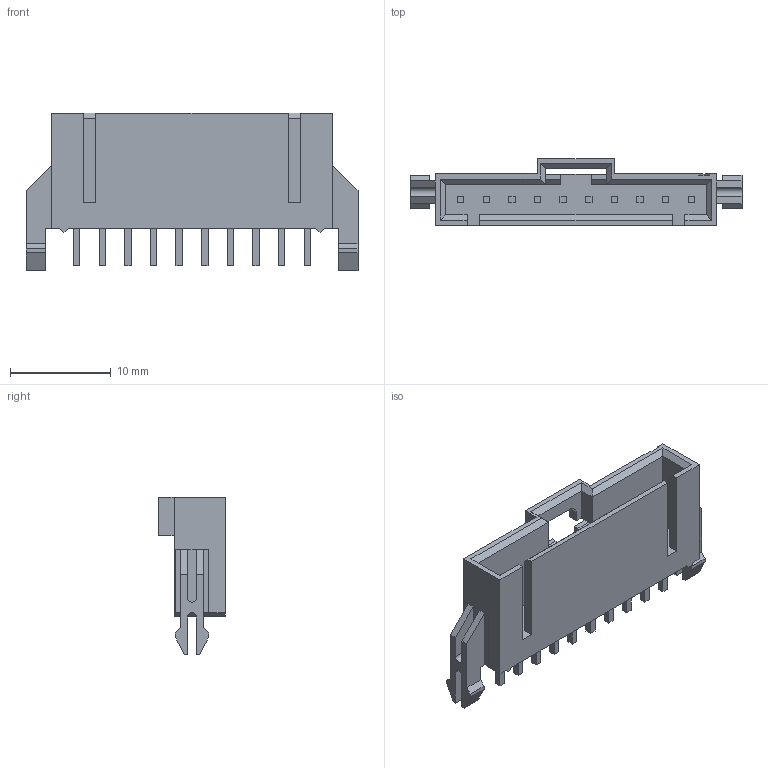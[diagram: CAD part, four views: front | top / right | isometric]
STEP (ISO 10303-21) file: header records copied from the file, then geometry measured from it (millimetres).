
FILE_DESCRIPTION((''),'2;1');
FILE_NAME('705410009','2014-04-18T',('me'),(''),'PRO/ENGINEER BY PARAMETRIC TECHNOLOGY CORPORATION, 2011490','PRO/ENGINEER BY PARAMETRIC TECHNOLOGY CORPORATION, 2011490','');
FILE_SCHEMA(('CONFIG_CONTROL_DESIGN'));
Length unit declared in the file: inch
Products named in the file (1): 705410009
Bounding box: 32.92 x 6.6 x 15.62 mm (x, y, z)
Volume: 979.9 mm3; surface area: 1985.8 mm2
Topology: 1 solids, 1 shells, 215 faces, 589 edges, 394 vertices
Faces by surface type: plane 209, cylinder 6
Entity records: 6710 total; most frequent: CARTESIAN_POINT 1176, ORIENTED_EDGE 1130, DIRECTION 1061, EDGE_CURVE 565, VECTOR 551, LINE 551, VERTEX_POINT 370, AXIS2_PLACEMENT_3D 255
